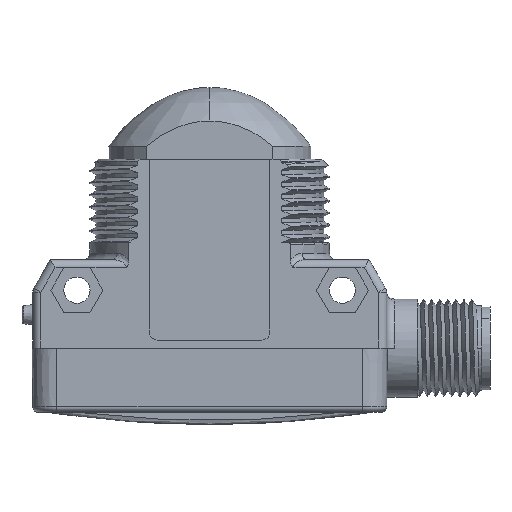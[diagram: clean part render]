
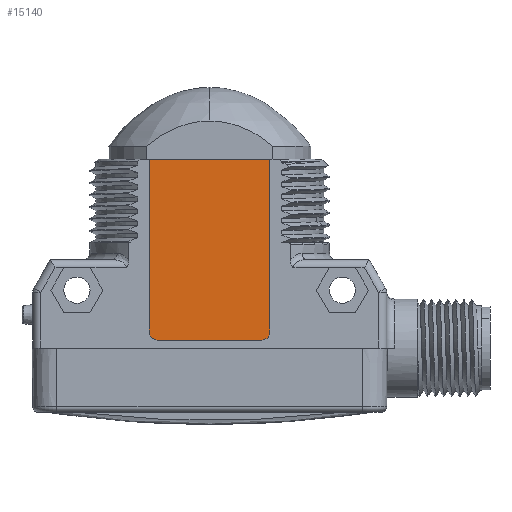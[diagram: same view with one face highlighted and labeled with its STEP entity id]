
A CAD part, left-side view. The second image highlights one B-rep face of the part: STEP entity #15140.
In plain terms, the highlighted planar face has unit normal (-1, 0, 0).
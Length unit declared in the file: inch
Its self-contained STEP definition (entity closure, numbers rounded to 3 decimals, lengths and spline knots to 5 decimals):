
#6179=DIRECTION('',(0.,-1.,0.));
#6180=VECTOR('',#6179,0.59055);
#6181=CARTESIAN_POINT('',(-0.8563,-0.57087,
1.20079));
#6182=LINE('',#6181,#6180);
#6247=DIRECTION('',(0.,0.,-1.));
#6248=VECTOR('',#6247,0.84646);
#6249=CARTESIAN_POINT('',(-0.8563,-0.57087,
1.20079));
#6250=LINE('',#6249,#6248);
#6251=DIRECTION('',(0.,0.,1.));
#6252=VECTOR('',#6251,0.84646);
#6253=CARTESIAN_POINT('',(-0.8563,-1.16142,
0.35433));
#6254=LINE('',#6253,#6252);
#6255=DIRECTION('',(0.,-1.,0.));
#6256=VECTOR('',#6255,0.51181);
#6257=CARTESIAN_POINT('',(-0.8563,-0.61024,
0.31496));
#6258=LINE('',#6257,#6256);
#6272=CARTESIAN_POINT('',(-0.8563,-0.61024,
0.35433));
#6273=DIRECTION('',(-1.,0.,0.));
#6274=DIRECTION('',(0.,1.,0.));
#6275=AXIS2_PLACEMENT_3D('',#6272,#6273,#6274);
#6290=CARTESIAN_POINT('',(-0.8563,-1.12205,
0.35433));
#6291=DIRECTION('',(-1.,0.,0.));
#6292=DIRECTION('',(0.,0.,-1.));
#6293=AXIS2_PLACEMENT_3D('',#6290,#6291,#6292);
#7763=CARTESIAN_POINT('',(-0.8563,-0.57087,
1.20079));
#7764=CARTESIAN_POINT('',(-0.8563,-1.16142,
1.20079));
#7765=VERTEX_POINT('',#7763);
#7766=VERTEX_POINT('',#7764);
#7806=CARTESIAN_POINT('',(-0.8563,-0.61024,
0.31496));
#7808=VERTEX_POINT('',#7806);
#7810=CARTESIAN_POINT('',(-0.8563,-0.57087,
0.35433));
#7812=VERTEX_POINT('',#7810);
#7814=CARTESIAN_POINT('',(-0.8563,-1.16142,
0.35433));
#7816=VERTEX_POINT('',#7814);
#7818=CARTESIAN_POINT('',(-0.8563,-1.12205,
0.31496));
#7820=VERTEX_POINT('',#7818);
#15122=CARTESIAN_POINT('',(-0.8563,0.,0.));
#15123=DIRECTION('',(-1.,0.,0.));
#15124=DIRECTION('',(0.,0.,-1.));
#15125=AXIS2_PLACEMENT_3D('',#15122,#15123,#15124);
#15126=PLANE('',#15125);
#15128=ORIENTED_EDGE('',*,*,#15127,.F.);
#15130=ORIENTED_EDGE('',*,*,#15129,.F.);
#15131=ORIENTED_EDGE('',*,*,#15090,.T.);
#15133=ORIENTED_EDGE('',*,*,#15132,.F.);
#15135=ORIENTED_EDGE('',*,*,#15134,.F.);
#15137=ORIENTED_EDGE('',*,*,#15136,.F.);
#15138=EDGE_LOOP('',(#15128,#15130,#15131,#15133,#15135,#15137));
#15139=FACE_OUTER_BOUND('',#15138,.F.);
#15140=ADVANCED_FACE('',(#15139),#15126,.T.);
#6276=CIRCLE('',#6275,0.03937);
#6294=CIRCLE('',#6293,0.03937);
#15090=EDGE_CURVE('',#7765,#7766,#6182,.T.);
#15127=EDGE_CURVE('',#7812,#7808,#6276,.T.);
#15129=EDGE_CURVE('',#7765,#7812,#6250,.T.);
#15132=EDGE_CURVE('',#7816,#7766,#6254,.T.);
#15134=EDGE_CURVE('',#7820,#7816,#6294,.T.);
#15136=EDGE_CURVE('',#7808,#7820,#6258,.T.);
